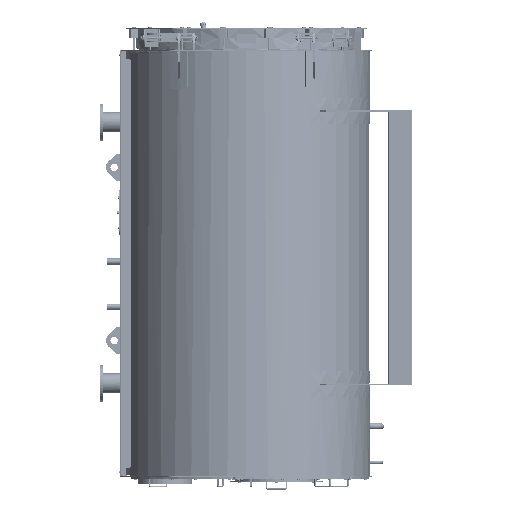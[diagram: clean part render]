
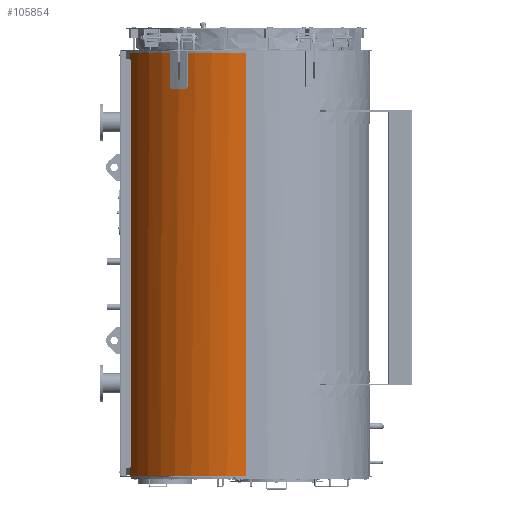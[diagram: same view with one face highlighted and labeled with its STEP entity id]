
A CAD part, left-side view. The second image highlights one B-rep face of the part: STEP entity #105854.
In plain terms, the highlighted cylindrical face has radius 820.8 mm (diameter 1641.6 mm), a partial arc.
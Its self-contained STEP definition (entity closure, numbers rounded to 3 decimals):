
#91=ELLIPSE('',#114974,1160.786,820.8);
#7281=LINE('',#175877,#14940);
#7291=LINE('',#175901,#14950);
#7466=LINE('',#177396,#15125);
#7468=LINE('',#177402,#15127);
#14940=VECTOR('',#138585,10.);
#14950=VECTOR('',#138609,10.);
#15125=VECTOR('',#140014,10.);
#15127=VECTOR('',#140022,10.);
#18600=CYLINDRICAL_SURFACE('',#115596,820.8);
#24495=FACE_OUTER_BOUND('',#31107,.T.);
#31107=EDGE_LOOP('',(#83833,#83834,#83835,#83836,#83837,#83838,#83839,#83840));
#33577=CIRCLE('',#108258,820.8);
#36981=CIRCLE('',#114982,820.8);
#37373=CIRCLE('',#115595,820.8);
#39358=VERTEX_POINT('',#150728);
#39359=VERTEX_POINT('',#150730);
#45538=VERTEX_POINT('',#175874);
#45539=VERTEX_POINT('',#175876);
#45542=VERTEX_POINT('',#175886);
#45546=VERTEX_POINT('',#175900);
#45549=VERTEX_POINT('',#175910);
#45942=VERTEX_POINT('',#177398);
#49432=EDGE_CURVE('',#39358,#39359,#33577,.T.);
#58585=EDGE_CURVE('',#45539,#45538,#7281,.T.);
#58591=EDGE_CURVE('',#45542,#45539,#91,.T.);
#58598=EDGE_CURVE('',#45546,#45542,#7291,.T.);
#58603=EDGE_CURVE('',#45549,#45546,#36981,.T.);
#59181=EDGE_CURVE('',#45549,#39358,#7466,.T.);
#59183=EDGE_CURVE('',#45538,#45942,#37373,.T.);
#59184=EDGE_CURVE('',#45942,#39359,#7468,.T.);
#83833=ORIENTED_EDGE('',*,*,#58585,.T.);
#83834=ORIENTED_EDGE('',*,*,#59183,.T.);
#83835=ORIENTED_EDGE('',*,*,#59184,.T.);
#83836=ORIENTED_EDGE('',*,*,#49432,.F.);
#83837=ORIENTED_EDGE('',*,*,#59181,.F.);
#83838=ORIENTED_EDGE('',*,*,#58603,.T.);
#83839=ORIENTED_EDGE('',*,*,#58598,.T.);
#83840=ORIENTED_EDGE('',*,*,#58591,.T.);
#105854=ADVANCED_FACE('',(#24495),#18600,.T.);
#108258=AXIS2_PLACEMENT_3D('',#150731,#120216,#120217);
#114974=AXIS2_PLACEMENT_3D('',#175887,#138594,#138595);
#114982=AXIS2_PLACEMENT_3D('',#175911,#138619,#138620);
#115595=AXIS2_PLACEMENT_3D('',#177400,#140018,#140019);
#115596=AXIS2_PLACEMENT_3D('',#177401,#140020,#140021);
#120216=DIRECTION('center_axis',(0.,0.,
-1.));
#120217=DIRECTION('ref_axis',(0.,1.,0.));
#138585=DIRECTION('',(0.,0.,1.));
#138594=DIRECTION('center_axis',(-0.707,0.,
-0.707));
#138595=DIRECTION('ref_axis',(0.707,0.,-0.707));
#138609=DIRECTION('',(0.,0.,-1.));
#138619=DIRECTION('center_axis',(0.,0.,
-1.));
#138620=DIRECTION('ref_axis',(0.,1.,0.));
#140014=DIRECTION('',(0.,0.,-1.));
#140018=DIRECTION('center_axis',(0.,0.,
-1.));
#140019=DIRECTION('ref_axis',(0.,1.,0.));
#140020=DIRECTION('center_axis',(0.,0.,
-1.));
#140021=DIRECTION('ref_axis',(0.,1.,0.));
#140022=DIRECTION('',(0.,0.,-1.));
#150728=CARTESIAN_POINT('',(-1029.51,287.52,-1090.216));
#150730=CARTESIAN_POINT('',(-483.71,1060.832,-1090.216));
#150731=CARTESIAN_POINT('Origin',(-208.71,287.47,-1090.216));
#175874=CARTESIAN_POINT('',(-891.188,743.47,1722.784));
#175876=CARTESIAN_POINT('',(-891.188,743.47,1545.262));
#175877=CARTESIAN_POINT('',(-891.188,743.47,1722.784));
#175886=CARTESIAN_POINT('',(-899.055,731.47,1553.129));
#175887=CARTESIAN_POINT('Origin',(-208.71,287.47,862.784));
#175900=CARTESIAN_POINT('',(-899.055,731.47,1722.784));
#175901=CARTESIAN_POINT('',(-899.055,731.47,1722.784));
#175910=CARTESIAN_POINT('',(-1029.51,287.52,1722.784));
#175911=CARTESIAN_POINT('Origin',(-208.71,287.47,1722.784));
#177396=CARTESIAN_POINT('',(-1029.51,287.52,1722.784));
#177398=CARTESIAN_POINT('',(-483.71,1060.832,1722.784));
#177400=CARTESIAN_POINT('Origin',(-208.71,287.47,1722.784));
#177401=CARTESIAN_POINT('Origin',(-208.71,287.47,1722.784));
#177402=CARTESIAN_POINT('',(-483.71,1060.832,1722.784));
